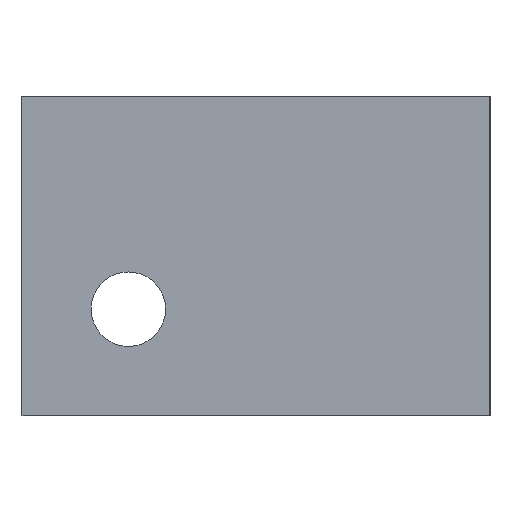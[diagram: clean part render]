
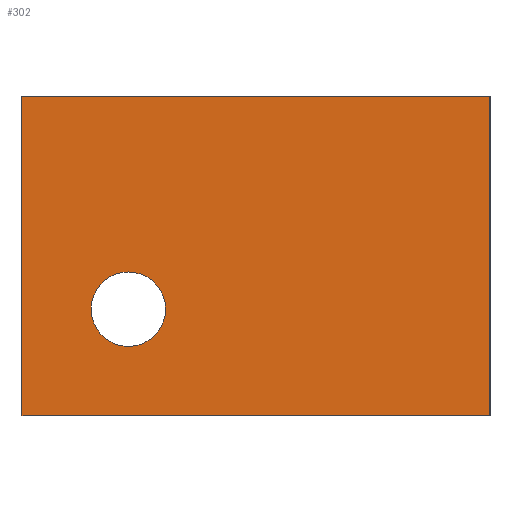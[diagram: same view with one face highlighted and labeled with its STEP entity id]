
A CAD part, left-side view. The second image highlights one B-rep face of the part: STEP entity #302.
In plain terms, the highlighted planar face has unit normal (-1, 0, 0).
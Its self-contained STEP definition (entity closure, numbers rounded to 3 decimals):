
#21=FACE_BOUND('',#68,.T.);
#29=PLANE('',#342);
#45=FACE_OUTER_BOUND('',#67,.T.);
#67=EDGE_LOOP('',(#252,#253,#254,#255));
#68=EDGE_LOOP('',(#256));
#93=LINE('',#489,#122);
#94=LINE('',#492,#123);
#95=LINE('',#494,#124);
#96=LINE('',#495,#125);
#122=VECTOR('',#407,10.);
#123=VECTOR('',#410,10.);
#124=VECTOR('',#411,10.);
#125=VECTOR('',#412,10.);
#142=CIRCLE('',#335,1.75);
#152=VERTEX_POINT('',#456);
#162=VERTEX_POINT('',#485);
#163=VERTEX_POINT('',#487);
#164=VERTEX_POINT('',#491);
#165=VERTEX_POINT('',#493);
#182=EDGE_CURVE('',#152,#152,#142,.T.);
#197=EDGE_CURVE('',#162,#163,#93,.T.);
#198=EDGE_CURVE('',#164,#162,#94,.T.);
#199=EDGE_CURVE('',#165,#163,#95,.T.);
#200=EDGE_CURVE('',#164,#165,#96,.T.);
#252=ORIENTED_EDGE('',*,*,#198,.T.);
#253=ORIENTED_EDGE('',*,*,#197,.T.);
#254=ORIENTED_EDGE('',*,*,#199,.F.);
#255=ORIENTED_EDGE('',*,*,#200,.F.);
#256=ORIENTED_EDGE('',*,*,#182,.T.);
#302=ADVANCED_FACE('',(#45,#21),#29,.T.);
#335=AXIS2_PLACEMENT_3D('',#458,#380,#381);
#342=AXIS2_PLACEMENT_3D('',#490,#408,#409);
#380=DIRECTION('center_axis',(1.,0.,0.));
#381=DIRECTION('ref_axis',(0.,1.,0.));
#407=DIRECTION('',(0.,0.,1.));
#408=DIRECTION('center_axis',(-1.,0.,0.));
#409=DIRECTION('ref_axis',(0.,-1.,0.));
#410=DIRECTION('',(0.,-1.,0.));
#411=DIRECTION('',(0.,-1.,0.));
#412=DIRECTION('',(0.,0.,1.));
#456=CARTESIAN_POINT('',(-13.,7.25,5.));
#458=CARTESIAN_POINT('Origin',(-13.,9.,5.));
#485=CARTESIAN_POINT('',(-13.,-8.,0.));
#487=CARTESIAN_POINT('',(-13.,-8.,15.));
#489=CARTESIAN_POINT('',(-13.,-8.,0.));
#490=CARTESIAN_POINT('Origin',(-13.,14.,0.));
#491=CARTESIAN_POINT('',(-13.,14.,0.));
#492=CARTESIAN_POINT('',(-13.,14.,0.));
#493=CARTESIAN_POINT('',(-13.,14.,15.));
#494=CARTESIAN_POINT('',(-13.,14.,15.));
#495=CARTESIAN_POINT('',(-13.,14.,0.));
